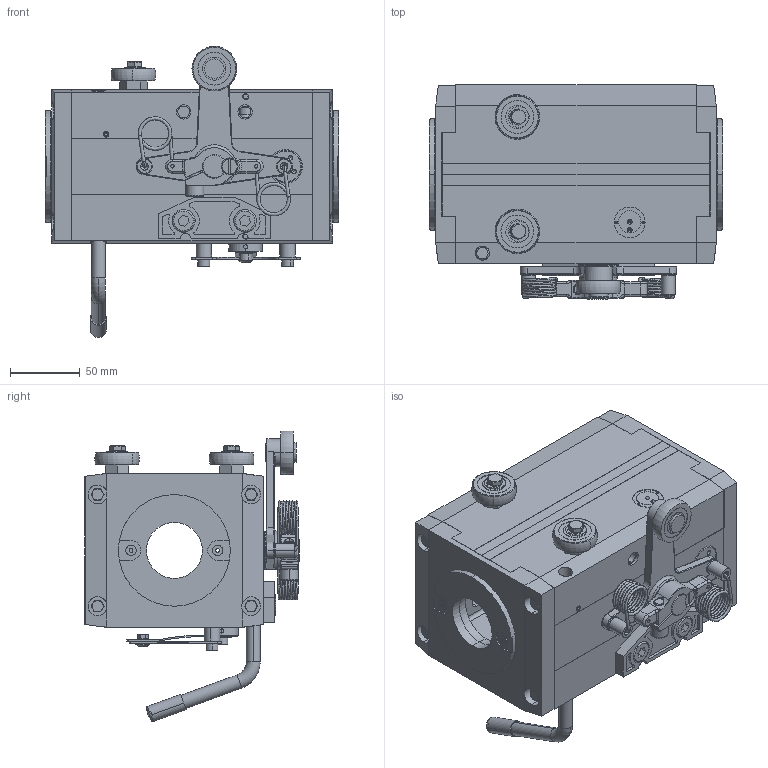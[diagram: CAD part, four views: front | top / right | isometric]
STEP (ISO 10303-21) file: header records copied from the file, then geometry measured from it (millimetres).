
FILE_DESCRIPTION (( 'STEP AP214' ), '1' );
FILE_NAME ('RG4-40-2MCRF Drehrichtung links.STEP', '2019-10-18T06:22:09', ( '' ), ( '' ), 'SwSTEP 2.0', 'SolidWorks 2019', '' );
FILE_SCHEMA (( 'AUTOMOTIVE_DESIGN' ));
Length unit declared in the file: millimetre
Products named in the file (1): RG4-40-2MCRF Drehrichtung links
Bounding box: 210 x 153.7 x 208.47 mm (x, y, z)
Volume: 1136725.4 mm3; surface area: 410526.3 mm2
Topology: 84 solids, 84 shells, 3995 faces, 10535 edges, 6783 vertices
Faces by surface type: plane 2017, cylinder 1157, cone 491, torus 154, bspline 150, sphere 26
Entity records: 179339 total; most frequent: CARTESIAN_POINT 35809, ORIENTED_EDGE 20944, DIRECTION 20306, EDGE_CURVE 10472, AXIS2_PLACEMENT_3D 7254, VERTEX_POINT 6783, LINE 5798, VECTOR 5798
